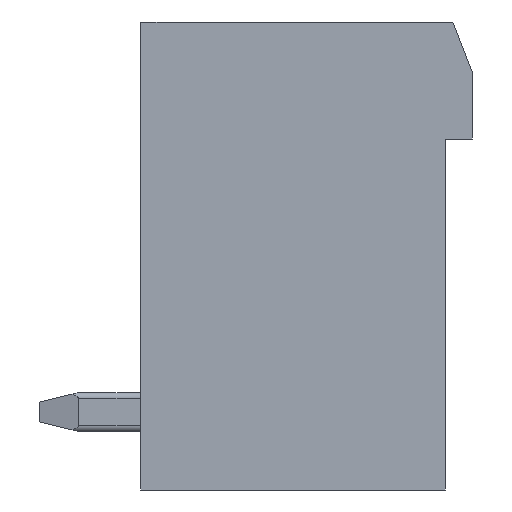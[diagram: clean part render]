
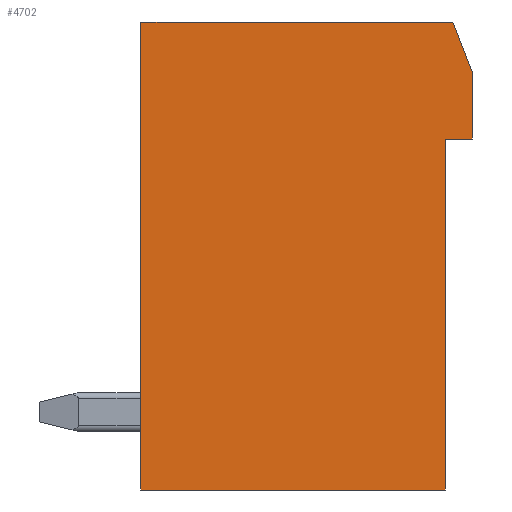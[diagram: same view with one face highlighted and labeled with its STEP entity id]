
A CAD part, left-side view. The second image highlights one B-rep face of the part: STEP entity #4702.
In plain terms, the highlighted planar face has unit normal (-1, 0, 0).
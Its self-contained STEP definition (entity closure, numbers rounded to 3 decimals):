
#250=DIRECTION('',(0.,0.,1.));
#251=VECTOR('',#250,12.);
#252=CARTESIAN_POINT('',(-13.4,3.9,-12.));
#253=LINE('',#252,#251);
#254=DIRECTION('',(0.,-1.,0.));
#255=VECTOR('',#254,8.);
#256=CARTESIAN_POINT('',(-13.4,3.9,0.));
#257=LINE('',#256,#255);
#258=DIRECTION('',(0.,-0.359,-0.933));
#259=VECTOR('',#258,1.393);
#260=CARTESIAN_POINT('',(-13.4,-4.1,0.));
#261=LINE('',#260,#259);
#262=DIRECTION('',(0.,0.,-1.));
#263=VECTOR('',#262,1.7);
#264=CARTESIAN_POINT('',(-13.4,-4.6,-1.3));
#265=LINE('',#264,#263);
#266=DIRECTION('',(0.,1.,0.));
#267=VECTOR('',#266,0.7);
#268=CARTESIAN_POINT('',(-13.4,-4.6,-3.));
#269=LINE('',#268,#267);
#270=DIRECTION('',(0.,0.,-1.));
#271=VECTOR('',#270,9.);
#272=CARTESIAN_POINT('',(-13.4,-3.9,-3.));
#273=LINE('',#272,#271);
#274=DIRECTION('',(0.,1.,0.));
#275=VECTOR('',#274,7.8);
#276=CARTESIAN_POINT('',(-13.4,-3.9,-12.));
#277=LINE('',#276,#275);
#4311=CARTESIAN_POINT('',(-13.4,-4.1,0.));
#4312=VERTEX_POINT('',#4311);
#4313=CARTESIAN_POINT('',(-13.4,-4.6,-1.3));
#4314=VERTEX_POINT('',#4313);
#4315=CARTESIAN_POINT('',(-13.4,3.9,-12.));
#4316=VERTEX_POINT('',#4315);
#4317=CARTESIAN_POINT('',(-13.4,3.9,0.));
#4318=VERTEX_POINT('',#4317);
#4319=CARTESIAN_POINT('',(-13.4,-4.6,-3.));
#4320=VERTEX_POINT('',#4319);
#4321=CARTESIAN_POINT('',(-13.4,-3.9,-3.));
#4322=VERTEX_POINT('',#4321);
#4323=CARTESIAN_POINT('',(-13.4,-3.9,-12.));
#4324=VERTEX_POINT('',#4323);
#4688=CARTESIAN_POINT('',(-13.4,5.513,-13.55));
#4689=DIRECTION('',(-1.,0.,0.));
#4690=DIRECTION('',(0.,-1.,0.));
#4691=AXIS2_PLACEMENT_3D('',#4688,#4689,#4690);
#4692=PLANE('',#4691);
#4693=ORIENTED_EDGE('',*,*,#4354,.T.);
#4694=ORIENTED_EDGE('',*,*,#4454,.T.);
#4695=ORIENTED_EDGE('',*,*,#4560,.T.);
#4696=ORIENTED_EDGE('',*,*,#4582,.T.);
#4697=ORIENTED_EDGE('',*,*,#4612,.T.);
#4698=ORIENTED_EDGE('',*,*,#4633,.T.);
#4699=ORIENTED_EDGE('',*,*,#4653,.T.);
#4700=EDGE_LOOP('',(#4693,#4694,#4695,#4696,#4697,#4698,#4699));
#4701=FACE_OUTER_BOUND('',#4700,.F.);
#4702=ADVANCED_FACE('',(#4701),#4692,.T.);
#4354=EDGE_CURVE('',#4316,#4318,#253,.T.);
#4454=EDGE_CURVE('',#4318,#4312,#257,.T.);
#4560=EDGE_CURVE('',#4312,#4314,#261,.T.);
#4582=EDGE_CURVE('',#4314,#4320,#265,.T.);
#4612=EDGE_CURVE('',#4320,#4322,#269,.T.);
#4633=EDGE_CURVE('',#4322,#4324,#273,.T.);
#4653=EDGE_CURVE('',#4324,#4316,#277,.T.);
